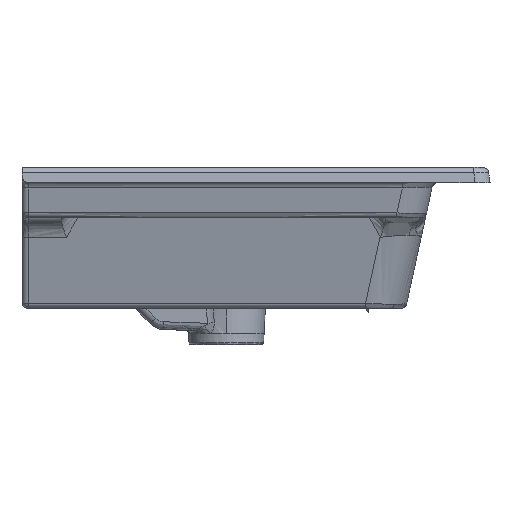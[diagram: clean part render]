
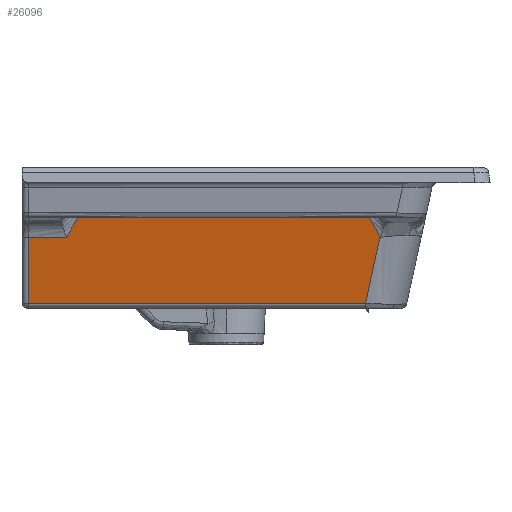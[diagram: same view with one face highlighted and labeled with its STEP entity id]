
A CAD part, left-side view. The second image highlights one B-rep face of the part: STEP entity #26096.
In plain terms, the highlighted free-form (B-spline) face has degree [1, 1] with [2, 2] control points.
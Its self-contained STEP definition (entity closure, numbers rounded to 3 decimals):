
#891 = CARTESIAN_POINT ( 'NONE',  ( -251.52, 187.334, -69.459 ) ) ;
#1022 = CARTESIAN_POINT ( 'NONE',  ( -256.625, -111.319, -46.997 ) ) ;
#1300 = CARTESIAN_POINT ( 'NONE',  ( -256.151, -113.042, -49.082 ) ) ;
#5511 = CARTESIAN_POINT ( 'NONE',  ( -257.222, 169.134, -44.371 ) ) ;
#8098 = CARTESIAN_POINT ( 'NONE',  ( -251.52, 225.5, -69.459 ) ) ;
#8892 = CARTESIAN_POINT ( 'NONE',  ( -257.222, -105.926, -44.371 ) ) ;
#9655 = EDGE_CURVE ( 'NONE', #46947, #41809, #45402, .T. ) ;
#9722 = CARTESIAN_POINT ( 'NONE',  ( -257.192, 169.794, -44.501 ) ) ;
#9987 = CARTESIAN_POINT ( 'NONE',  ( -257.222, -106.551, -44.371 ) ) ;
#10834 = CARTESIAN_POINT ( 'NONE',  ( -256.173, 175.514, -48.987 ) ) ;
#11486 = ORIENTED_EDGE ( 'NONE', *, *, #48182, .T. ) ;
#12084 = CARTESIAN_POINT ( 'NONE',  ( -257.222, -105.926, -44.371 ) ) ;
#12398 = B_SPLINE_CURVE_WITH_KNOTS ( 'NONE', 1,
 ( #8098, #15954 ),
 .UNSPECIFIED., .F., .F.,
 ( 2, 2 ),
 ( 0., 1. ),
 .UNSPECIFIED. ) ;
#12866 = CARTESIAN_POINT ( 'NONE',  ( -251.52, 225.5, -69.459 ) ) ;
#13132 = VERTEX_POINT ( 'NONE', #18312 ) ;
#14040 = CARTESIAN_POINT ( 'NONE',  ( -246.636, -119.468, -90.946 ) ) ;
#14203 = CARTESIAN_POINT ( 'NONE',  ( -257.222, 168.519, -44.371 ) ) ;
#14425 = B_SPLINE_CURVE_WITH_KNOTS ( 'NONE', 1,
 ( #20744, #25785 ),
 .UNSPECIFIED., .F., .F.,
 ( 2, 2 ),
 ( 0., 1. ),
 .UNSPECIFIED. ) ;
#15040 = CARTESIAN_POINT ( 'NONE',  ( -257.076, 171.151, -45.012 ) ) ;
#15954 = CARTESIAN_POINT ( 'NONE',  ( -236.549, 225.5, -135.33 ) ) ;
#16023 = CARTESIAN_POINT ( 'NONE',  ( -257.222, 168.519, -44.371 ) ) ;
#16869 = CARTESIAN_POINT ( 'NONE',  ( -253.013, 183.541, -62.89 ) ) ;
#17100 = CARTESIAN_POINT ( 'NONE',  ( -257.222, -105.926, -44.371 ) ) ;
#17587 = CARTESIAN_POINT ( 'NONE',  ( -251.52, 187.334, -69.459 ) ) ;
#18048 = EDGE_CURVE ( 'NONE', #36498, #13132, #12398, .T. ) ;
#18099 = ORIENTED_EDGE ( 'NONE', *, *, #34037, .T. ) ;
#18312 = CARTESIAN_POINT ( 'NONE',  ( -236.549, 225.5, -135.33 ) ) ;
#18402 = CARTESIAN_POINT ( 'NONE',  ( -256.319, -112.51, -48.342 ) ) ;
#19109 = CARTESIAN_POINT ( 'NONE',  ( -251.68, -124.314, -68.754 ) ) ;
#20744 = CARTESIAN_POINT ( 'NONE',  ( -236.549, 225.5, -135.33 ) ) ;
#20910 = VERTEX_POINT ( 'NONE', #36399 ) ;
#21259 = VERTEX_POINT ( 'NONE', #26115 ) ;
#21783 = CARTESIAN_POINT ( 'NONE',  ( -257.222, 225.5, -44.371 ) ) ;
#21986 = B_SPLINE_CURVE_WITH_KNOTS ( 'NONE', 3,
 ( #22611, #1300, #18402, #1022, #51519, #35518, #47315, #47593, #9987, #8892 ),
 .UNSPECIFIED., .F., .F.,
 ( 4, 2, 2, 2, 4 ),
 ( 0., 0.25, 0.5, 0.75, 1. ),
 .UNSPECIFIED. ) ;
#22579 = EDGE_CURVE ( 'NONE', #20910, #46947, #35597, .T. ) ;
#22611 = CARTESIAN_POINT ( 'NONE',  ( -255.975, -113.487, -49.859 ) ) ;
#23428 = ORIENTED_EDGE ( 'NONE', *, *, #37715, .T. ) ;
#25455 = CARTESIAN_POINT ( 'NONE',  ( -236.549, 225.5, -135.33 ) ) ;
#25785 = CARTESIAN_POINT ( 'NONE',  ( -236.549, -109.778, -135.33 ) ) ;
#25851 = ORIENTED_EDGE ( 'NONE', *, *, #31176, .T. ) ;
#25950 = CARTESIAN_POINT ( 'NONE',  ( -255.975, -113.487, -49.859 ) ) ;
#26096 = ADVANCED_FACE ( 'NONE', ( #41456 ), #44851, .T. ) ;
#26115 = CARTESIAN_POINT ( 'NONE',  ( -255.975, -113.487, -49.859 ) ) ;
#26830 = CARTESIAN_POINT ( 'NONE',  ( -256.77, 173.176, -46.357 ) ) ;
#27118 = CARTESIAN_POINT ( 'NONE',  ( -256.338, 174.989, -48.26 ) ) ;
#29989 = VERTEX_POINT ( 'NONE', #43236 ) ;
#31176 = EDGE_CURVE ( 'NONE', #50292, #20910, #49734, .T. ) ;
#32441 = ORIENTED_EDGE ( 'NONE', *, *, #18048, .T. ) ;
#33984 = CARTESIAN_POINT ( 'NONE',  ( -254.506, 179.748, -56.321 ) ) ;
#34037 = EDGE_CURVE ( 'NONE', #29989, #42781, #38318, .T. ) ;
#34364 = CARTESIAN_POINT ( 'NONE',  ( -254.543, -117.096, -56.157 ) ) ;
#34564 = EDGE_LOOP ( 'NONE', ( #42493, #53936, #11486, #32441, #45145, #18099, #41058, #23428, #25851 ) ) ;
#35518 = CARTESIAN_POINT ( 'NONE',  ( -256.985, -109.305, -45.413 ) ) ;
#35597 = B_SPLINE_CURVE_WITH_KNOTS ( 'NONE', 3,
 ( #14203, #5511, #9722, #15040, #45046, #26830, #43933, #27118, #10834, #36089 ),
 .UNSPECIFIED., .F., .F.,
 ( 4, 2, 2, 2, 4 ),
 ( 0., 0.25, 0.5, 0.75, 1. ),
 .UNSPECIFIED. ) ;
#35988 = CARTESIAN_POINT ( 'NONE',  ( -255.999, 175.956, -49.752 ) ) ;
#36089 = CARTESIAN_POINT ( 'NONE',  ( -255.999, 175.956, -49.752 ) ) ;
#36399 = CARTESIAN_POINT ( 'NONE',  ( -257.222, 168.519, -44.371 ) ) ;
#36498 = VERTEX_POINT ( 'NONE', #12866 ) ;
#37715 = EDGE_CURVE ( 'NONE', #21259, #50292, #21986, .T. ) ;
#38318 = B_SPLINE_CURVE_WITH_KNOTS ( 'NONE', 3,
 ( #52747, #52463, #14040, #44335 ),
 .UNSPECIFIED., .F., .F.,
 ( 4, 4 ),
 ( 0., 1. ),
 .UNSPECIFIED. ) ;
#38851 = CARTESIAN_POINT ( 'NONE',  ( -251.68, -124.314, -68.754 ) ) ;
#39189 = CARTESIAN_POINT ( 'NONE',  ( -251.52, 225.5, -69.459 ) ) ;
#41058 = ORIENTED_EDGE ( 'NONE', *, *, #51784, .T. ) ;
#41456 = FACE_OUTER_BOUND ( 'NONE', #34564, .T. ) ;
#41809 = VERTEX_POINT ( 'NONE', #891 ) ;
#42493 = ORIENTED_EDGE ( 'NONE', *, *, #22579, .T. ) ;
#42781 = VERTEX_POINT ( 'NONE', #19109 ) ;
#42787 = CARTESIAN_POINT ( 'NONE',  ( -253.112, -120.705, -62.456 ) ) ;
#43236 = CARTESIAN_POINT ( 'NONE',  ( -236.549, -109.778, -135.33 ) ) ;
#43933 = CARTESIAN_POINT ( 'NONE',  ( -256.638, 173.816, -46.941 ) ) ;
#44335 = CARTESIAN_POINT ( 'NONE',  ( -251.68, -124.314, -68.754 ) ) ;
#44851 = B_SPLINE_SURFACE_WITH_KNOTS ( 'NONE', 1, 1, ( 
 ( #51255, #25455 ),
 ( #46495, #21783 ) ),
 .UNSPECIFIED., .F., .F., .F.,
 ( 2, 2 ),
 ( 2, 2 ),
 ( 0., 1. ),
 ( 0., 1. ),
 .UNSPECIFIED. ) ;
#45046 = CARTESIAN_POINT ( 'NONE',  ( -256.99, 171.839, -45.39 ) ) ;
#45145 = ORIENTED_EDGE ( 'NONE', *, *, #52086, .T. ) ;
#45402 = B_SPLINE_CURVE_WITH_KNOTS ( 'NONE', 3,
 ( #50543, #33984, #16869, #46609 ),
 .UNSPECIFIED., .F., .F.,
 ( 4, 4 ),
 ( 0., 1. ),
 .UNSPECIFIED. ) ;
#46495 = CARTESIAN_POINT ( 'NONE',  ( -257.222, -126.413, -44.371 ) ) ;
#46609 = CARTESIAN_POINT ( 'NONE',  ( -251.52, 187.334, -69.459 ) ) ;
#46947 = VERTEX_POINT ( 'NONE', #35988 ) ;
#47215 = B_SPLINE_CURVE_WITH_KNOTS ( 'NONE', 3,
 ( #38851, #42787, #34364, #25950 ),
 .UNSPECIFIED., .F., .F.,
 ( 4, 4 ),
 ( 0., 1. ),
 .UNSPECIFIED. ) ;
#47315 = CARTESIAN_POINT ( 'NONE',  ( -257.073, -108.605, -45.027 ) ) ;
#47593 = CARTESIAN_POINT ( 'NONE',  ( -257.191, -107.223, -44.504 ) ) ;
#48182 = EDGE_CURVE ( 'NONE', #41809, #36498, #49414, .T. ) ;
#49414 = B_SPLINE_CURVE_WITH_KNOTS ( 'NONE', 1,
 ( #17587, #39189 ),
 .UNSPECIFIED., .F., .F.,
 ( 2, 2 ),
 ( 0., 1. ),
 .UNSPECIFIED. ) ;
#49734 = B_SPLINE_CURVE_WITH_KNOTS ( 'NONE', 1,
 ( #12084, #16023 ),
 .UNSPECIFIED., .F., .F.,
 ( 2, 2 ),
 ( 0., 1. ),
 .UNSPECIFIED. ) ;
#50292 = VERTEX_POINT ( 'NONE', #17100 ) ;
#50543 = CARTESIAN_POINT ( 'NONE',  ( -255.999, 175.956, -49.752 ) ) ;
#51255 = CARTESIAN_POINT ( 'NONE',  ( -236.549, -126.413, -135.33 ) ) ;
#51519 = CARTESIAN_POINT ( 'NONE',  ( -256.76, -110.667, -46.401 ) ) ;
#51784 = EDGE_CURVE ( 'NONE', #42781, #21259, #47215, .T. ) ;
#52086 = EDGE_CURVE ( 'NONE', #13132, #29989, #14425, .T. ) ;
#52463 = CARTESIAN_POINT ( 'NONE',  ( -241.593, -114.623, -113.138 ) ) ;
#52747 = CARTESIAN_POINT ( 'NONE',  ( -236.549, -109.778, -135.33 ) ) ;
#53936 = ORIENTED_EDGE ( 'NONE', *, *, #9655, .T. ) ;
